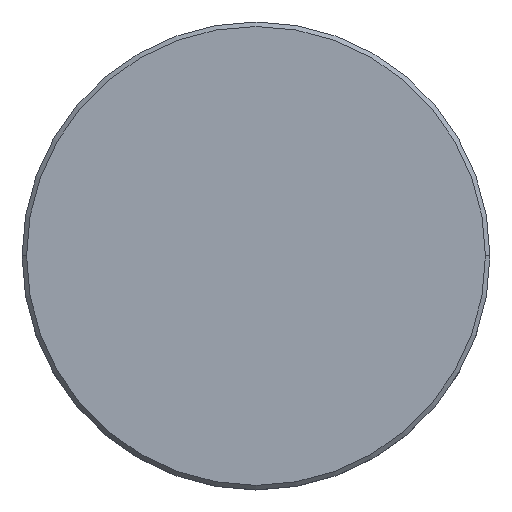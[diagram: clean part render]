
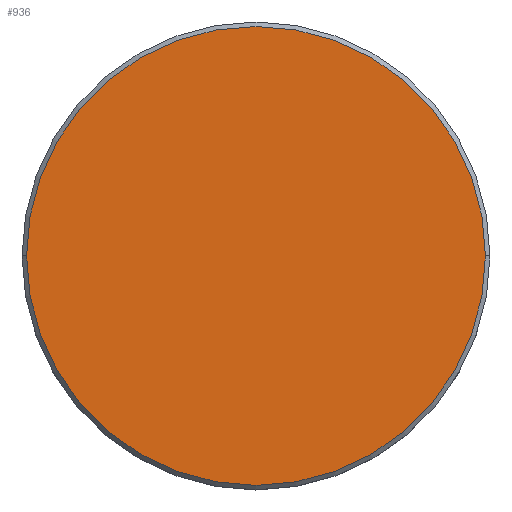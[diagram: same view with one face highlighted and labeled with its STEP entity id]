
A CAD part, top view. The second image highlights one B-rep face of the part: STEP entity #936.
In plain terms, the highlighted planar face has unit normal (0, 0, 1).
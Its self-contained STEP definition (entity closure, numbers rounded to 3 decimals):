
#149 = EDGE_LOOP ( 'NONE', ( #263, #965 ) ) ;
#208 = CIRCLE ( 'NONE', #349, 25.5 ) ;
#263 = ORIENTED_EDGE ( 'NONE', *, *, #609, .T. ) ;
#349 = AXIS2_PLACEMENT_3D ( 'NONE', #556, #928, #721 ) ;
#490 = DIRECTION ( 'NONE',  ( 1., 0., 0. ) ) ;
#509 = DIRECTION ( 'NONE',  ( 1., 0., 0. ) ) ;
#556 = CARTESIAN_POINT ( 'NONE',  ( 0., 0., 0. ) ) ;
#571 = VERTEX_POINT ( 'NONE', #1174 ) ;
#585 = EDGE_CURVE ( 'NONE', #571, #830, #716, .T. ) ;
#609 = EDGE_CURVE ( 'NONE', #830, #571, #208, .T. ) ;
#716 = CIRCLE ( 'NONE', #1158, 25.5 ) ;
#721 = DIRECTION ( 'NONE',  ( 1., 0., 0. ) ) ;
#830 = VERTEX_POINT ( 'NONE', #917 ) ;
#859 = DIRECTION ( 'NONE',  ( 0., 0., 1. ) ) ;
#869 = AXIS2_PLACEMENT_3D ( 'NONE', #875, #859, #490 ) ;
#875 = CARTESIAN_POINT ( 'NONE',  ( 0., 0., 0. ) ) ;
#917 = CARTESIAN_POINT ( 'NONE',  ( -25.5, 0., 0. ) ) ;
#928 = DIRECTION ( 'NONE',  ( 0., 0., 1. ) ) ;
#936 = ADVANCED_FACE ( 'NONE', ( #1050 ), #1125, .T. ) ;
#965 = ORIENTED_EDGE ( 'NONE', *, *, #585, .T. ) ;
#1050 = FACE_OUTER_BOUND ( 'NONE', #149, .T. ) ;
#1063 = CARTESIAN_POINT ( 'NONE',  ( 0., 0., 0. ) ) ;
#1066 = DIRECTION ( 'NONE',  ( 0., 0., 1. ) ) ;
#1125 = PLANE ( 'NONE',  #869 ) ;
#1158 = AXIS2_PLACEMENT_3D ( 'NONE', #1063, #1066, #509 ) ;
#1174 = CARTESIAN_POINT ( 'NONE',  ( 25.5, 0., 0. ) ) ;
